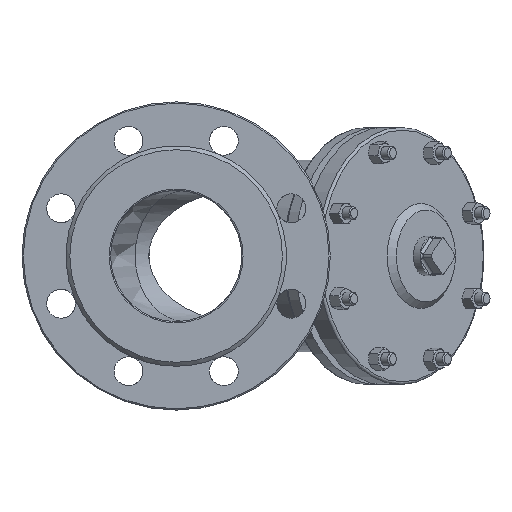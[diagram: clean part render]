
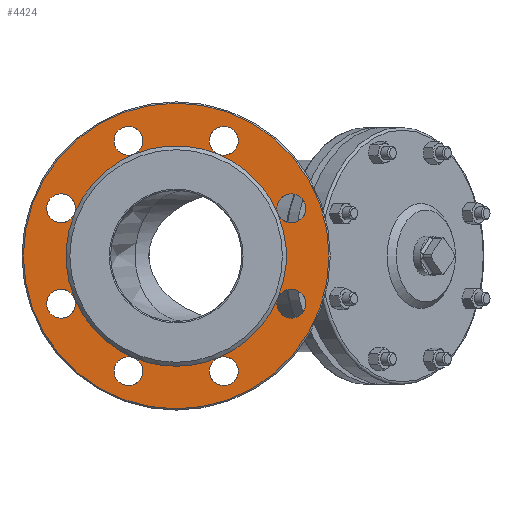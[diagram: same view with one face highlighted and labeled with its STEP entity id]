
A CAD part, left-side view. The second image highlights one B-rep face of the part: STEP entity #4424.
In plain terms, the highlighted planar face has unit normal (-1, 0, 0).
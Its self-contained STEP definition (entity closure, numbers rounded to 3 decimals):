
#169=FACE_BOUND('',#938,.T.);
#367=PLANE('',#4915);
#650=FACE_OUTER_BOUND('',#937,.T.);
#937=EDGE_LOOP('',(#3493));
#938=EDGE_LOOP('',(#3494,#3495,#3496,#3497,#3498,#3499,#3500,#3501,#3502,
#3503,#3504,#3505,#3506,#3507,#3508,#3509,#3510,#3511,#3512,#3513,#3514,
#3515,#3516,#3517,#3518));
#1543=CIRCLE('',#4906,84.);
#1544=CIRCLE('',#4907,84.);
#1545=CIRCLE('',#4908,84.);
#1546=CIRCLE('',#4909,84.);
#1547=CIRCLE('',#4910,84.);
#1548=CIRCLE('',#4911,84.);
#1549=CIRCLE('',#4912,84.);
#1550=CIRCLE('',#4913,84.);
#1551=CIRCLE('',#4914,84.);
#1552=CIRCLE('',#4916,116.5);
#1553=CIRCLE('',#4917,11.);
#1554=CIRCLE('',#4918,11.);
#1555=CIRCLE('',#4919,11.);
#1556=CIRCLE('',#4920,11.);
#1557=CIRCLE('',#4921,11.);
#1558=CIRCLE('',#4922,11.);
#1559=CIRCLE('',#4923,11.);
#1560=CIRCLE('',#4924,11.);
#1561=CIRCLE('',#4925,11.);
#1562=CIRCLE('',#4926,11.);
#1563=CIRCLE('',#4927,11.);
#1564=CIRCLE('',#4928,11.);
#1565=CIRCLE('',#4929,11.);
#1566=CIRCLE('',#4930,11.);
#1567=CIRCLE('',#4931,11.);
#1568=CIRCLE('',#4932,11.);
#1945=VERTEX_POINT('',#8739);
#1946=VERTEX_POINT('',#8740);
#1947=VERTEX_POINT('',#8743);
#1948=VERTEX_POINT('',#8745);
#1949=VERTEX_POINT('',#8747);
#1950=VERTEX_POINT('',#8749);
#1951=VERTEX_POINT('',#8751);
#1952=VERTEX_POINT('',#8753);
#1953=VERTEX_POINT('',#8755);
#1954=VERTEX_POINT('',#8759);
#1955=VERTEX_POINT('',#8761);
#1956=VERTEX_POINT('',#8764);
#1957=VERTEX_POINT('',#8767);
#1958=VERTEX_POINT('',#8770);
#1959=VERTEX_POINT('',#8773);
#1960=VERTEX_POINT('',#8776);
#1961=VERTEX_POINT('',#8779);
#1962=VERTEX_POINT('',#8782);
#2486=EDGE_CURVE('',#1945,#1946,#1543,.T.);
#2488=EDGE_CURVE('',#1946,#1947,#1544,.T.);
#2489=EDGE_CURVE('',#1947,#1948,#1545,.T.);
#2490=EDGE_CURVE('',#1948,#1949,#1546,.T.);
#2491=EDGE_CURVE('',#1949,#1950,#1547,.T.);
#2492=EDGE_CURVE('',#1950,#1951,#1548,.T.);
#2493=EDGE_CURVE('',#1951,#1952,#1549,.T.);
#2494=EDGE_CURVE('',#1952,#1953,#1550,.T.);
#2495=EDGE_CURVE('',#1953,#1945,#1551,.T.);
#2496=EDGE_CURVE('',#1954,#1954,#1552,.T.);
#2497=EDGE_CURVE('',#1953,#1955,#1553,.T.);
#2498=EDGE_CURVE('',#1955,#1953,#1554,.T.);
#2499=EDGE_CURVE('',#1952,#1956,#1555,.T.);
#2500=EDGE_CURVE('',#1956,#1952,#1556,.T.);
#2501=EDGE_CURVE('',#1951,#1957,#1557,.T.);
#2502=EDGE_CURVE('',#1957,#1951,#1558,.T.);
#2503=EDGE_CURVE('',#1950,#1958,#1559,.T.);
#2504=EDGE_CURVE('',#1958,#1950,#1560,.T.);
#2505=EDGE_CURVE('',#1949,#1959,#1561,.T.);
#2506=EDGE_CURVE('',#1959,#1949,#1562,.T.);
#2507=EDGE_CURVE('',#1948,#1960,#1563,.T.);
#2508=EDGE_CURVE('',#1960,#1948,#1564,.T.);
#2509=EDGE_CURVE('',#1947,#1961,#1565,.T.);
#2510=EDGE_CURVE('',#1961,#1947,#1566,.T.);
#2511=EDGE_CURVE('',#1945,#1962,#1567,.T.);
#2512=EDGE_CURVE('',#1962,#1945,#1568,.T.);
#3493=ORIENTED_EDGE('',*,*,#2496,.F.);
#3494=ORIENTED_EDGE('',*,*,#2497,.T.);
#3495=ORIENTED_EDGE('',*,*,#2498,.T.);
#3496=ORIENTED_EDGE('',*,*,#2494,.F.);
#3497=ORIENTED_EDGE('',*,*,#2499,.T.);
#3498=ORIENTED_EDGE('',*,*,#2500,.T.);
#3499=ORIENTED_EDGE('',*,*,#2493,.F.);
#3500=ORIENTED_EDGE('',*,*,#2501,.T.);
#3501=ORIENTED_EDGE('',*,*,#2502,.T.);
#3502=ORIENTED_EDGE('',*,*,#2492,.F.);
#3503=ORIENTED_EDGE('',*,*,#2503,.T.);
#3504=ORIENTED_EDGE('',*,*,#2504,.T.);
#3505=ORIENTED_EDGE('',*,*,#2491,.F.);
#3506=ORIENTED_EDGE('',*,*,#2505,.T.);
#3507=ORIENTED_EDGE('',*,*,#2506,.T.);
#3508=ORIENTED_EDGE('',*,*,#2490,.F.);
#3509=ORIENTED_EDGE('',*,*,#2507,.T.);
#3510=ORIENTED_EDGE('',*,*,#2508,.T.);
#3511=ORIENTED_EDGE('',*,*,#2489,.F.);
#3512=ORIENTED_EDGE('',*,*,#2509,.T.);
#3513=ORIENTED_EDGE('',*,*,#2510,.T.);
#3514=ORIENTED_EDGE('',*,*,#2488,.F.);
#3515=ORIENTED_EDGE('',*,*,#2486,.F.);
#3516=ORIENTED_EDGE('',*,*,#2511,.T.);
#3517=ORIENTED_EDGE('',*,*,#2512,.T.);
#3518=ORIENTED_EDGE('',*,*,#2495,.F.);
#4424=ADVANCED_FACE('',(#650,#169),#367,.F.);
#4906=AXIS2_PLACEMENT_3D('',#8741,#5922,#5923);
#4907=AXIS2_PLACEMENT_3D('',#8744,#5925,#5926);
#4908=AXIS2_PLACEMENT_3D('',#8746,#5927,#5928);
#4909=AXIS2_PLACEMENT_3D('',#8748,#5929,#5930);
#4910=AXIS2_PLACEMENT_3D('',#8750,#5931,#5932);
#4911=AXIS2_PLACEMENT_3D('',#8752,#5933,#5934);
#4912=AXIS2_PLACEMENT_3D('',#8754,#5935,#5936);
#4913=AXIS2_PLACEMENT_3D('',#8756,#5937,#5938);
#4914=AXIS2_PLACEMENT_3D('',#8757,#5939,#5940);
#4915=AXIS2_PLACEMENT_3D('',#8758,#5941,#5942);
#4916=AXIS2_PLACEMENT_3D('',#8760,#5943,#5944);
#4917=AXIS2_PLACEMENT_3D('',#8762,#5945,#5946);
#4918=AXIS2_PLACEMENT_3D('',#8763,#5947,#5948);
#4919=AXIS2_PLACEMENT_3D('',#8765,#5949,#5950);
#4920=AXIS2_PLACEMENT_3D('',#8766,#5951,#5952);
#4921=AXIS2_PLACEMENT_3D('',#8768,#5953,#5954);
#4922=AXIS2_PLACEMENT_3D('',#8769,#5955,#5956);
#4923=AXIS2_PLACEMENT_3D('',#8771,#5957,#5958);
#4924=AXIS2_PLACEMENT_3D('',#8772,#5959,#5960);
#4925=AXIS2_PLACEMENT_3D('',#8774,#5961,#5962);
#4926=AXIS2_PLACEMENT_3D('',#8775,#5963,#5964);
#4927=AXIS2_PLACEMENT_3D('',#8777,#5965,#5966);
#4928=AXIS2_PLACEMENT_3D('',#8778,#5967,#5968);
#4929=AXIS2_PLACEMENT_3D('',#8780,#5969,#5970);
#4930=AXIS2_PLACEMENT_3D('',#8781,#5971,#5972);
#4931=AXIS2_PLACEMENT_3D('',#8783,#5973,#5974);
#4932=AXIS2_PLACEMENT_3D('',#8784,#5975,#5976);
#5922=DIRECTION('center_axis',(-1.,0.,0.));
#5923=DIRECTION('ref_axis',(0.,0.,1.));
#5925=DIRECTION('center_axis',(-1.,0.,0.));
#5926=DIRECTION('ref_axis',(0.,0.,1.));
#5927=DIRECTION('center_axis',(-1.,0.,0.));
#5928=DIRECTION('ref_axis',(0.,0.,1.));
#5929=DIRECTION('center_axis',(-1.,0.,0.));
#5930=DIRECTION('ref_axis',(0.,0.,1.));
#5931=DIRECTION('center_axis',(-1.,0.,0.));
#5932=DIRECTION('ref_axis',(0.,0.,1.));
#5933=DIRECTION('center_axis',(-1.,0.,0.));
#5934=DIRECTION('ref_axis',(0.,0.,1.));
#5935=DIRECTION('center_axis',(-1.,0.,0.));
#5936=DIRECTION('ref_axis',(0.,0.,1.));
#5937=DIRECTION('center_axis',(-1.,0.,0.));
#5938=DIRECTION('ref_axis',(0.,0.,1.));
#5939=DIRECTION('center_axis',(-1.,0.,0.));
#5940=DIRECTION('ref_axis',(0.,0.,1.));
#5941=DIRECTION('center_axis',(1.,0.,0.));
#5942=DIRECTION('ref_axis',(0.,0.,-1.));
#5943=DIRECTION('center_axis',(1.,0.,0.));
#5944=DIRECTION('ref_axis',(0.,1.,0.));
#5945=DIRECTION('center_axis',(1.,0.,0.));
#5946=DIRECTION('ref_axis',(0.,-1.,0.));
#5947=DIRECTION('center_axis',(1.,0.,0.));
#5948=DIRECTION('ref_axis',(0.,-1.,0.));
#5949=DIRECTION('center_axis',(1.,0.,0.));
#5950=DIRECTION('ref_axis',(0.,-1.,0.));
#5951=DIRECTION('center_axis',(1.,0.,0.));
#5952=DIRECTION('ref_axis',(0.,-1.,0.));
#5953=DIRECTION('center_axis',(1.,0.,0.));
#5954=DIRECTION('ref_axis',(0.,-1.,0.));
#5955=DIRECTION('center_axis',(1.,0.,0.));
#5956=DIRECTION('ref_axis',(0.,-1.,0.));
#5957=DIRECTION('center_axis',(1.,0.,0.));
#5958=DIRECTION('ref_axis',(0.,-1.,0.));
#5959=DIRECTION('center_axis',(1.,0.,0.));
#5960=DIRECTION('ref_axis',(0.,-1.,0.));
#5961=DIRECTION('center_axis',(1.,0.,0.));
#5962=DIRECTION('ref_axis',(0.,-1.,0.));
#5963=DIRECTION('center_axis',(1.,0.,0.));
#5964=DIRECTION('ref_axis',(0.,-1.,0.));
#5965=DIRECTION('center_axis',(1.,0.,0.));
#5966=DIRECTION('ref_axis',(0.,-1.,0.));
#5967=DIRECTION('center_axis',(1.,0.,0.));
#5968=DIRECTION('ref_axis',(0.,-1.,0.));
#5969=DIRECTION('center_axis',(1.,0.,0.));
#5970=DIRECTION('ref_axis',(0.,-1.,0.));
#5971=DIRECTION('center_axis',(1.,0.,0.));
#5972=DIRECTION('ref_axis',(0.,-1.,0.));
#5973=DIRECTION('center_axis',(1.,0.,0.));
#5974=DIRECTION('ref_axis',(0.,-1.,0.));
#5975=DIRECTION('center_axis',(1.,0.,0.));
#5976=DIRECTION('ref_axis',(0.,-1.,0.));
#8739=CARTESIAN_POINT('',(-323.,32.145,-77.606));
#8740=CARTESIAN_POINT('',(-323.,0.,-84.));
#8741=CARTESIAN_POINT('Origin',(-323.,0.,0.));
#8743=CARTESIAN_POINT('',(-323.,-32.145,-77.606));
#8744=CARTESIAN_POINT('Origin',(-323.,0.,0.));
#8745=CARTESIAN_POINT('',(-323.,-77.606,-32.145));
#8746=CARTESIAN_POINT('Origin',(-323.,0.,0.));
#8747=CARTESIAN_POINT('',(-323.,-77.606,32.145));
#8748=CARTESIAN_POINT('Origin',(-323.,0.,0.));
#8749=CARTESIAN_POINT('',(-323.,-32.145,77.606));
#8750=CARTESIAN_POINT('Origin',(-323.,0.,0.));
#8751=CARTESIAN_POINT('',(-323.,32.145,77.606));
#8752=CARTESIAN_POINT('Origin',(-323.,0.,0.));
#8753=CARTESIAN_POINT('',(-323.,77.606,32.145));
#8754=CARTESIAN_POINT('Origin',(-323.,0.,0.));
#8755=CARTESIAN_POINT('',(-323.,77.606,-32.145));
#8756=CARTESIAN_POINT('Origin',(-323.,0.,0.));
#8757=CARTESIAN_POINT('Origin',(-323.,0.,0.));
#8758=CARTESIAN_POINT('Origin',(-323.,0.,0.));
#8759=CARTESIAN_POINT('',(-323.,-116.5,0.));
#8760=CARTESIAN_POINT('Origin',(-323.,0.,0.));
#8761=CARTESIAN_POINT('',(-323.,98.769,-36.355));
#8762=CARTESIAN_POINT('Origin',(-323.,87.769,-36.355));
#8763=CARTESIAN_POINT('Origin',(-323.,87.769,-36.355));
#8764=CARTESIAN_POINT('',(-323.,98.769,36.355));
#8765=CARTESIAN_POINT('Origin',(-323.,87.769,36.355));
#8766=CARTESIAN_POINT('Origin',(-323.,87.769,36.355));
#8767=CARTESIAN_POINT('',(-323.,47.355,87.769));
#8768=CARTESIAN_POINT('Origin',(-323.,36.355,87.769));
#8769=CARTESIAN_POINT('Origin',(-323.,36.355,87.769));
#8770=CARTESIAN_POINT('',(-323.,-25.355,87.769));
#8771=CARTESIAN_POINT('Origin',(-323.,-36.355,87.769));
#8772=CARTESIAN_POINT('Origin',(-323.,-36.355,87.769));
#8773=CARTESIAN_POINT('',(-323.,-76.769,36.355));
#8774=CARTESIAN_POINT('Origin',(-323.,-87.769,36.355));
#8775=CARTESIAN_POINT('Origin',(-323.,-87.769,36.355));
#8776=CARTESIAN_POINT('',(-323.,-76.769,-36.355));
#8777=CARTESIAN_POINT('Origin',(-323.,-87.769,-36.355));
#8778=CARTESIAN_POINT('Origin',(-323.,-87.769,-36.355));
#8779=CARTESIAN_POINT('',(-323.,-25.355,-87.769));
#8780=CARTESIAN_POINT('Origin',(-323.,-36.355,-87.769));
#8781=CARTESIAN_POINT('Origin',(-323.,-36.355,-87.769));
#8782=CARTESIAN_POINT('',(-323.,47.355,-87.769));
#8783=CARTESIAN_POINT('Origin',(-323.,36.355,-87.769));
#8784=CARTESIAN_POINT('Origin',(-323.,36.355,-87.769));
